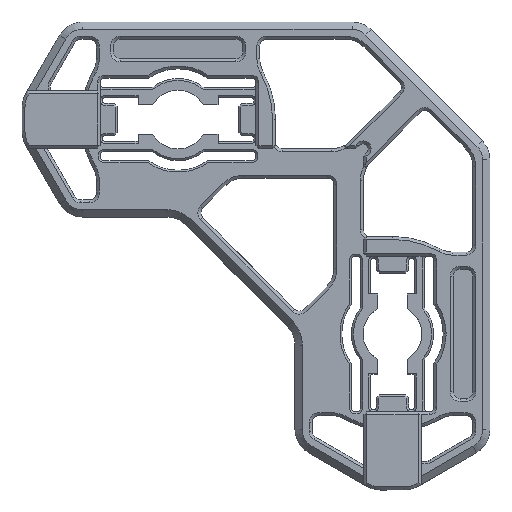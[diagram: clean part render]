
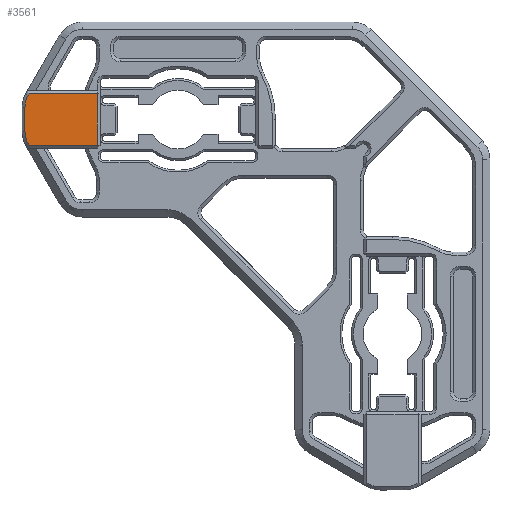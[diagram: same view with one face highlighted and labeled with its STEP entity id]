
A CAD part, top view. The second image highlights one B-rep face of the part: STEP entity #3561.
In plain terms, the highlighted planar face has unit normal (0, 0, 1).
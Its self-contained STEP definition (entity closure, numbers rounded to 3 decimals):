
#57 = CARTESIAN_POINT ( 'NONE',  ( -15.372, -2.488, 7.6 ) ) ;
#246 = CARTESIAN_POINT ( 'NONE',  ( -15.278, -2.65, 7.6 ) ) ;
#258 = VECTOR ( 'NONE', #18147, 1000. ) ;
#333 = LINE ( 'NONE', #7887, #8031 ) ;
#648 = CARTESIAN_POINT ( 'NONE',  ( -15.7, 1.263, 7.6 ) ) ;
#774 = EDGE_CURVE ( 'NONE', #12042, #11639, #17962, .T. ) ;
#1063 = LINE ( 'NONE', #2300, #2163 ) ;
#1435 = CARTESIAN_POINT ( 'NONE',  ( -13.25, -1.263, 7.6 ) ) ;
#1525 = EDGE_CURVE ( 'NONE', #11255, #8012, #14865, .T. ) ;
#1893 = CARTESIAN_POINT ( 'NONE',  ( -15.372, 2.488, 7.6 ) ) ;
#1998 = CARTESIAN_POINT ( 'NONE',  ( -15.7, 0., 7.6 ) ) ;
#2124 = CARTESIAN_POINT ( 'NONE',  ( -8.3, 0., 7.6 ) ) ;
#2163 = VECTOR ( 'NONE', #16687, 1000. ) ;
#2300 = CARTESIAN_POINT ( 'NONE',  ( -15.278, 2.65, 7.6 ) ) ;
#2364 = CARTESIAN_POINT ( 'NONE',  ( -8.3, 2.65, 7.6 ) ) ;
#2520 = EDGE_CURVE ( 'NONE', #12042, #15565, #1063, .T. ) ;
#2815 = VERTEX_POINT ( 'NONE', #3243 ) ;
#3054 = DIRECTION ( 'NONE',  ( 0., 0., -1. ) ) ;
#3243 = CARTESIAN_POINT ( 'NONE',  ( -8.3, -2.65, 7.6 ) ) ;
#3246 = AXIS2_PLACEMENT_3D ( 'NONE', #7838, #12303, #13727 ) ;
#3545 = EDGE_CURVE ( 'NONE', #18620, #11255, #12850, .T. ) ;
#3561 = ADVANCED_FACE ( 'NONE', ( #10396 ), #7455, .T. ) ;
#4021 = CARTESIAN_POINT ( 'NONE',  ( -15.7, -1.263, 7.6 ) ) ;
#4449 = EDGE_CURVE ( 'NONE', #2815, #15334, #333, .T. ) ;
#4648 = AXIS2_PLACEMENT_3D ( 'NONE', #1435, #3054, #11295 ) ;
#6018 = DIRECTION ( 'NONE',  ( 0., 1., 0. ) ) ;
#6175 = DIRECTION ( 'NONE',  ( -1., 0., 0. ) ) ;
#6617 = CIRCLE ( 'NONE', #3246, 2.45 ) ;
#6961 = ORIENTED_EDGE ( 'NONE', *, *, #9263, .F. ) ;
#7282 = ORIENTED_EDGE ( 'NONE', *, *, #4449, .F. ) ;
#7455 = PLANE ( 'NONE',  #10118 ) ;
#7838 = CARTESIAN_POINT ( 'NONE',  ( -13.25, 1.263, 7.6 ) ) ;
#7873 = EDGE_LOOP ( 'NONE', ( #13550, #17861, #10904, #6961, #16277, #15967, #18741, #7282 ) ) ;
#7887 = CARTESIAN_POINT ( 'NONE',  ( -11.876, -2.65, 7.6 ) ) ;
#8012 = VERTEX_POINT ( 'NONE', #648 ) ;
#8031 = VECTOR ( 'NONE', #6175, 1000. ) ;
#9066 = CARTESIAN_POINT ( 'NONE',  ( -15.71, -2.66, 7.6 ) ) ;
#9263 = EDGE_CURVE ( 'NONE', #8012, #15565, #6617, .T. ) ;
#9476 = DIRECTION ( 'NONE',  ( 0., -1., 0. ) ) ;
#9871 = DIRECTION ( 'NONE',  ( 1., 0., 0. ) ) ;
#10118 = AXIS2_PLACEMENT_3D ( 'NONE', #9066, #16194, #9871 ) ;
#10294 = VECTOR ( 'NONE', #9476, 1000. ) ;
#10396 = FACE_OUTER_BOUND ( 'NONE', #7873, .T. ) ;
#10807 = LINE ( 'NONE', #2124, #10294 ) ;
#10904 = ORIENTED_EDGE ( 'NONE', *, *, #2520, .T. ) ;
#11255 = VERTEX_POINT ( 'NONE', #4021 ) ;
#11295 = DIRECTION ( 'NONE',  ( 1., 0., 0. ) ) ;
#11639 = VERTEX_POINT ( 'NONE', #2364 ) ;
#11748 = EDGE_CURVE ( 'NONE', #15334, #18620, #16165, .T. ) ;
#12042 = VERTEX_POINT ( 'NONE', #12457 ) ;
#12303 = DIRECTION ( 'NONE',  ( 0., 0., -1. ) ) ;
#12457 = CARTESIAN_POINT ( 'NONE',  ( -15.278, 2.65, 7.6 ) ) ;
#12850 = CIRCLE ( 'NONE', #4648, 2.45 ) ;
#13550 = ORIENTED_EDGE ( 'NONE', *, *, #16510, .F. ) ;
#13727 = DIRECTION ( 'NONE',  ( 1., 0., 0. ) ) ;
#14208 = VECTOR ( 'NONE', #16065, 1000. ) ;
#14865 = LINE ( 'NONE', #1998, #15229 ) ;
#15229 = VECTOR ( 'NONE', #6018, 1000. ) ;
#15334 = VERTEX_POINT ( 'NONE', #15529 ) ;
#15529 = CARTESIAN_POINT ( 'NONE',  ( -15.278, -2.65, 7.6 ) ) ;
#15565 = VERTEX_POINT ( 'NONE', #1893 ) ;
#15967 = ORIENTED_EDGE ( 'NONE', *, *, #3545, .F. ) ;
#16065 = DIRECTION ( 'NONE',  ( -0.5, 0.866, 0. ) ) ;
#16165 = LINE ( 'NONE', #246, #14208 ) ;
#16194 = DIRECTION ( 'NONE',  ( 0., 0., 1. ) ) ;
#16277 = ORIENTED_EDGE ( 'NONE', *, *, #1525, .F. ) ;
#16510 = EDGE_CURVE ( 'NONE', #11639, #2815, #10807, .T. ) ;
#16687 = DIRECTION ( 'NONE',  ( -0.5, -0.866, 0. ) ) ;
#17861 = ORIENTED_EDGE ( 'NONE', *, *, #774, .F. ) ;
#17864 = CARTESIAN_POINT ( 'NONE',  ( -11.876, 2.65, 7.6 ) ) ;
#17962 = LINE ( 'NONE', #17864, #258 ) ;
#18147 = DIRECTION ( 'NONE',  ( 1., 0., 0. ) ) ;
#18620 = VERTEX_POINT ( 'NONE', #57 ) ;
#18741 = ORIENTED_EDGE ( 'NONE', *, *, #11748, .F. ) ;
